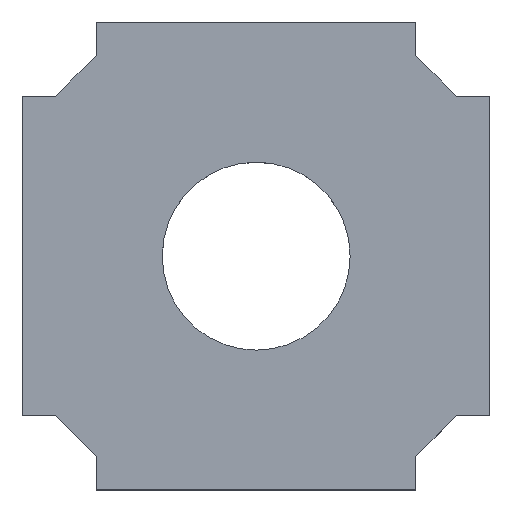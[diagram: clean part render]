
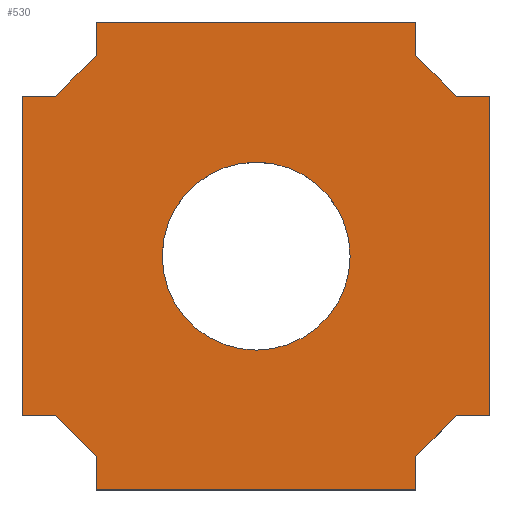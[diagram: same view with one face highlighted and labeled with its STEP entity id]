
A CAD part, top view. The second image highlights one B-rep face of the part: STEP entity #530.
In plain terms, the highlighted planar face has unit normal (0, 0, 1).
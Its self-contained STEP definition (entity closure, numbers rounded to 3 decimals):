
#22=LINE('',#796,#77);
#26=LINE('',#804,#81);
#29=LINE('',#810,#84);
#32=LINE('',#817,#87);
#36=LINE('',#825,#91);
#39=LINE('',#831,#94);
#42=LINE('',#838,#97);
#46=LINE('',#846,#101);
#49=LINE('',#852,#104);
#52=LINE('',#859,#107);
#56=LINE('',#867,#111);
#59=LINE('',#873,#114);
#62=LINE('',#878,#117);
#64=LINE('',#881,#119);
#68=LINE('',#887,#123);
#69=LINE('',#889,#124);
#77=VECTOR('',#662,10.);
#81=VECTOR('',#668,10.);
#84=VECTOR('',#673,10.);
#87=VECTOR('',#678,10.);
#91=VECTOR('',#684,10.);
#94=VECTOR('',#689,10.);
#97=VECTOR('',#694,10.);
#101=VECTOR('',#700,10.);
#104=VECTOR('',#705,10.);
#107=VECTOR('',#710,10.);
#111=VECTOR('',#716,10.);
#114=VECTOR('',#721,10.);
#117=VECTOR('',#726,10.);
#119=VECTOR('',#730,10.);
#123=VECTOR('',#738,10.);
#124=VECTOR('',#741,10.);
#139=FACE_BOUND('',#208,.T.);
#169=FACE_OUTER_BOUND('',#207,.T.);
#207=EDGE_LOOP('',(#456,#457,#458,#459,#460,#461,#462,#463,#464,#465,#466,
#467,#468,#469,#470,#471));
#208=EDGE_LOOP('',(#472));
#223=CIRCLE('',#578,10.);
#237=VERTEX_POINT('',#790);
#238=VERTEX_POINT('',#794);
#239=VERTEX_POINT('',#795);
#242=VERTEX_POINT('',#803);
#244=VERTEX_POINT('',#809);
#246=VERTEX_POINT('',#815);
#247=VERTEX_POINT('',#816);
#250=VERTEX_POINT('',#824);
#252=VERTEX_POINT('',#830);
#254=VERTEX_POINT('',#836);
#255=VERTEX_POINT('',#837);
#258=VERTEX_POINT('',#845);
#260=VERTEX_POINT('',#851);
#262=VERTEX_POINT('',#857);
#263=VERTEX_POINT('',#858);
#266=VERTEX_POINT('',#866);
#268=VERTEX_POINT('',#872);
#290=EDGE_CURVE('',#237,#237,#223,.T.);
#291=EDGE_CURVE('',#238,#239,#22,.T.);
#295=EDGE_CURVE('',#242,#238,#26,.T.);
#298=EDGE_CURVE('',#244,#242,#29,.T.);
#301=EDGE_CURVE('',#246,#247,#32,.T.);
#305=EDGE_CURVE('',#247,#250,#36,.T.);
#308=EDGE_CURVE('',#252,#246,#39,.T.);
#311=EDGE_CURVE('',#254,#255,#42,.T.);
#315=EDGE_CURVE('',#258,#254,#46,.T.);
#318=EDGE_CURVE('',#260,#258,#49,.T.);
#321=EDGE_CURVE('',#262,#263,#52,.T.);
#325=EDGE_CURVE('',#263,#266,#56,.T.);
#328=EDGE_CURVE('',#268,#262,#59,.T.);
#331=EDGE_CURVE('',#239,#260,#62,.T.);
#333=EDGE_CURVE('',#255,#268,#64,.T.);
#337=EDGE_CURVE('',#266,#252,#68,.T.);
#338=EDGE_CURVE('',#250,#244,#69,.T.);
#456=ORIENTED_EDGE('',*,*,#338,.T.);
#457=ORIENTED_EDGE('',*,*,#298,.T.);
#458=ORIENTED_EDGE('',*,*,#295,.T.);
#459=ORIENTED_EDGE('',*,*,#291,.T.);
#460=ORIENTED_EDGE('',*,*,#331,.T.);
#461=ORIENTED_EDGE('',*,*,#318,.T.);
#462=ORIENTED_EDGE('',*,*,#315,.T.);
#463=ORIENTED_EDGE('',*,*,#311,.T.);
#464=ORIENTED_EDGE('',*,*,#333,.T.);
#465=ORIENTED_EDGE('',*,*,#328,.T.);
#466=ORIENTED_EDGE('',*,*,#321,.T.);
#467=ORIENTED_EDGE('',*,*,#325,.T.);
#468=ORIENTED_EDGE('',*,*,#337,.T.);
#469=ORIENTED_EDGE('',*,*,#308,.T.);
#470=ORIENTED_EDGE('',*,*,#301,.T.);
#471=ORIENTED_EDGE('',*,*,#305,.T.);
#472=ORIENTED_EDGE('',*,*,#290,.T.);
#499=PLANE('',#595);
#530=ADVANCED_FACE('',(#169,#139),#499,.F.);
#578=AXIS2_PLACEMENT_3D('',#792,#658,#659);
#595=AXIS2_PLACEMENT_3D('',#888,#739,#740);
#658=DIRECTION('center_axis',(0.,0.,
-1.));
#659=DIRECTION('ref_axis',(-1.,0.,0.));
#662=DIRECTION('',(1.,0.,0.));
#668=DIRECTION('',(0.707,0.707,0.));
#673=DIRECTION('',(0.,1.,0.));
#678=DIRECTION('',(0.707,-0.707,0.));
#684=DIRECTION('',(0.,-1.,0.));
#689=DIRECTION('',(1.,0.,0.));
#694=DIRECTION('',(0.,1.,0.));
#700=DIRECTION('',(-0.707,0.707,0.));
#705=DIRECTION('',(-1.,0.,0.));
#710=DIRECTION('',(-0.707,-0.707,0.));
#716=DIRECTION('',(-1.,0.,0.));
#721=DIRECTION('',(0.,-1.,0.));
#726=DIRECTION('',(0.,1.,0.));
#730=DIRECTION('',(-1.,0.,0.));
#738=DIRECTION('',(0.,-1.,0.));
#739=DIRECTION('center_axis',(0.,0.,
-1.));
#740=DIRECTION('ref_axis',(-1.,0.,0.));
#741=DIRECTION('',(1.,0.,0.));
#790=CARTESIAN_POINT('',(-25.409,20.909,22.));
#792=CARTESIAN_POINT('Origin',(-35.409,20.909,22.));
#794=CARTESIAN_POINT('',(-14.105,3.93,22.));
#795=CARTESIAN_POINT('',(-10.53,3.93,22.));
#796=CARTESIAN_POINT('',(-24.767,3.93,22.));
#803=CARTESIAN_POINT('',(-18.43,-0.395,22.));
#804=CARTESIAN_POINT('',(-17.349,0.686,22.));
#809=CARTESIAN_POINT('',(-18.43,-3.97,22.));
#810=CARTESIAN_POINT('',(-18.43,8.48,22.));
#815=CARTESIAN_POINT('',(-56.755,3.93,22.));
#816=CARTESIAN_POINT('',(-52.389,-0.437,22.));
#817=CARTESIAN_POINT('',(-55.674,2.849,22.));
#824=CARTESIAN_POINT('',(-52.389,-3.97,22.));
#825=CARTESIAN_POINT('',(-52.389,10.247,22.));
#830=CARTESIAN_POINT('',(-60.33,3.93,22.));
#831=CARTESIAN_POINT('',(-47.88,3.93,22.));
#836=CARTESIAN_POINT('',(-18.43,42.255,22.));
#837=CARTESIAN_POINT('',(-18.43,45.83,22.));
#838=CARTESIAN_POINT('',(-18.43,31.593,22.));
#845=CARTESIAN_POINT('',(-14.105,37.93,22.));
#846=CARTESIAN_POINT('',(-15.186,39.011,22.));
#851=CARTESIAN_POINT('',(-10.53,37.93,22.));
#852=CARTESIAN_POINT('',(-22.98,37.93,22.));
#857=CARTESIAN_POINT('',(-52.43,42.255,22.));
#858=CARTESIAN_POINT('',(-56.755,37.93,22.));
#859=CARTESIAN_POINT('',(-53.511,41.174,22.));
#866=CARTESIAN_POINT('',(-60.33,37.93,22.));
#867=CARTESIAN_POINT('',(-46.093,37.93,22.));
#872=CARTESIAN_POINT('',(-52.43,45.83,22.));
#873=CARTESIAN_POINT('',(-52.43,33.38,22.));
#878=CARTESIAN_POINT('',(-10.53,29.33,22.));
#881=CARTESIAN_POINT('',(-43.83,45.83,22.));
#887=CARTESIAN_POINT('',(-60.33,12.53,22.));
#888=CARTESIAN_POINT('Origin',(-58.501,20.93,22.));
#889=CARTESIAN_POINT('',(-27.03,-3.97,22.));
